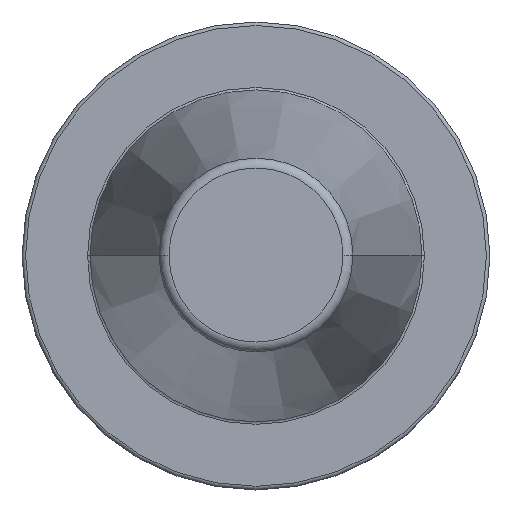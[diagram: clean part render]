
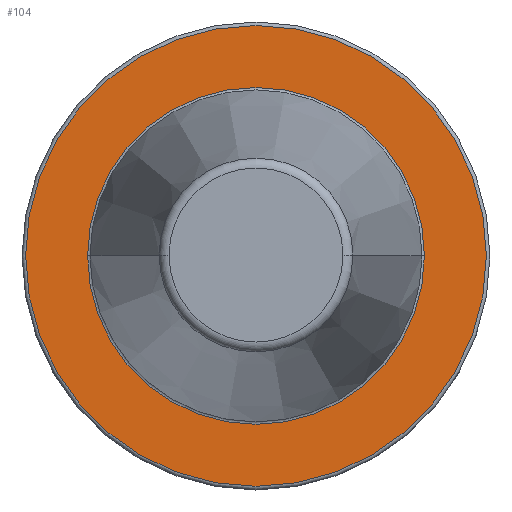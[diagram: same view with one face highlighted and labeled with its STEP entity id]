
A CAD part, top view. The second image highlights one B-rep face of the part: STEP entity #104.
In plain terms, the highlighted planar face has unit normal (0, 0, 1).
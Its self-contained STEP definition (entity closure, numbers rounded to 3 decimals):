
#38=PLANE('',#751);
#49=FACE_BOUND('',#202,.T.);
#50=FACE_BOUND('',#203,.T.);
#104=ADVANCED_FACE('',(#49,#50),#38,.F.);
#202=EDGE_LOOP('',(#383));
#203=EDGE_LOOP('',(#384,#385));
#234=CIRCLE('',#688,35.425);
#236=CIRCLE('',#691,35.425);
#275=CIRCLE('',#750,48.46);
#383=ORIENTED_EDGE('',*,*,#580,.T.);
#384=ORIENTED_EDGE('',*,*,#526,.T.);
#385=ORIENTED_EDGE('',*,*,#528,.T.);
#471=VERTEX_POINT('',#1061);
#474=VERTEX_POINT('',#1066);
#508=VERTEX_POINT('',#1176);
#526=EDGE_CURVE('',#471,#474,#234,.T.);
#528=EDGE_CURVE('',#474,#471,#236,.T.);
#580=EDGE_CURVE('',#508,#508,#275,.T.);
#688=AXIS2_PLACEMENT_3D('',#1067,#818,#819);
#691=AXIS2_PLACEMENT_3D('',#1070,#824,#825);
#750=AXIS2_PLACEMENT_3D('',#1175,#955,#956);
#751=AXIS2_PLACEMENT_3D('',#1177,#957,#958);
#818=DIRECTION('',(0.,0.,-1.));
#819=DIRECTION('',(-1.,0.,0.));
#824=DIRECTION('',(0.,0.,-1.));
#825=DIRECTION('',(-1.,0.,0.));
#955=DIRECTION('',(0.,0.,1.));
#956=DIRECTION('',(-1.,0.,0.));
#957=DIRECTION('',(0.,0.,-1.));
#958=DIRECTION('',(1.,0.,0.));
#1061=CARTESIAN_POINT('',(-35.425,0.,-3.2));
#1066=CARTESIAN_POINT('',(35.425,0.,-3.2));
#1067=CARTESIAN_POINT('',(0.,0.,-3.2));
#1070=CARTESIAN_POINT('',(0.,0.,-3.2));
#1175=CARTESIAN_POINT('',(0.,0.,-3.2));
#1176=CARTESIAN_POINT('',(-48.46,0.,-3.2));
#1177=CARTESIAN_POINT('',(0.,35.425,-3.2));
